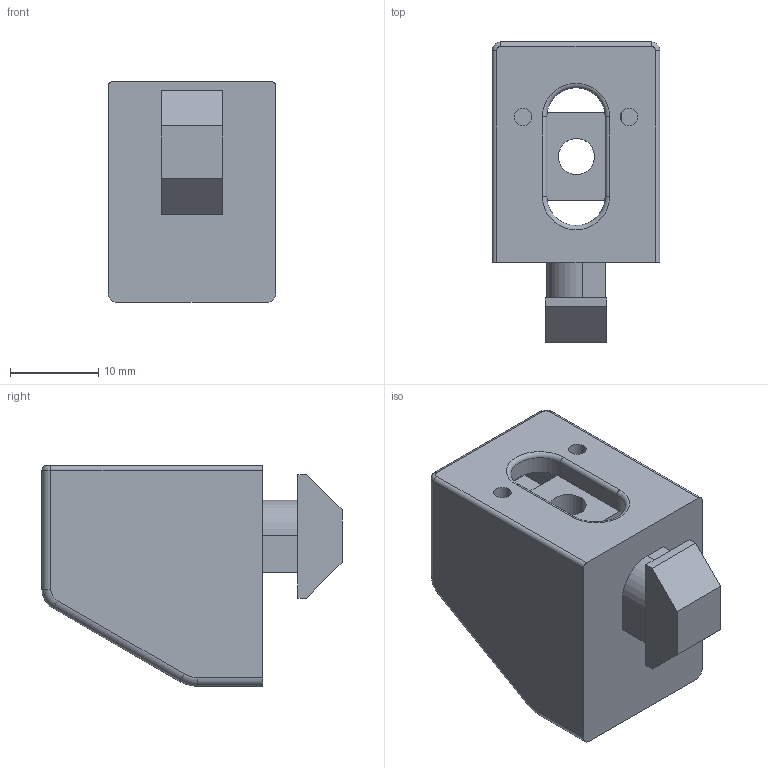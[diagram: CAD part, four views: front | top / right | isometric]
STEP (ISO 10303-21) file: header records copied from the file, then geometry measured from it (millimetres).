
FILE_DESCRIPTION (( 'STEP AP214' ), '1' );
FILE_NAME ('094003M5.STEP', '2014-09-04T08:32:52', ( '' ), ( '' ), 'SwSTEP 2.0', 'SolidWorks 2014', '' );
FILE_SCHEMA (( 'AUTOMOTIVE_DESIGN' ));
Length unit declared in the file: millimetre
Products named in the file (3): Mutter_M4+M5+M6_M6; 094003_094_003; 094003M5
Assembly tree (2 placements, depth 2):
  094003M5
    094003_094_003
    Mutter_M4+M5+M6_M6
Bounding box: 19 x 34 x 25 mm (x, y, z)
Volume: 6006.9 mm3; surface area: 4713.9 mm2
Topology: 2 solids, 2 shells, 102 faces, 255 edges, 162 vertices
Faces by surface type: plane 58, cylinder 32, torus 12
Entity records: 3149 total; most frequent: DIRECTION 541, CARTESIAN_POINT 534, ORIENTED_EDGE 510, EDGE_CURVE 255, AXIS2_PLACEMENT_3D 181, LINE 179, VECTOR 179, VERTEX_POINT 162
